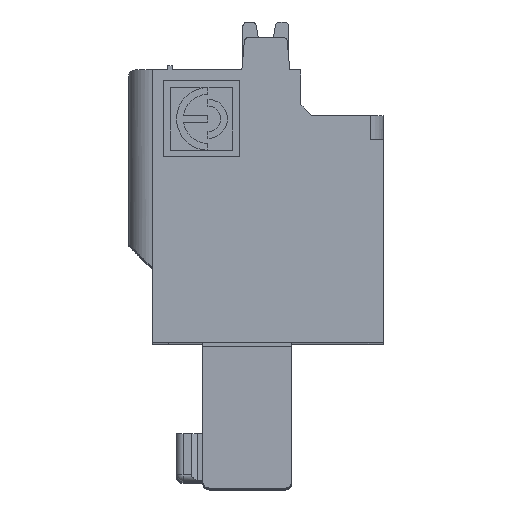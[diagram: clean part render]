
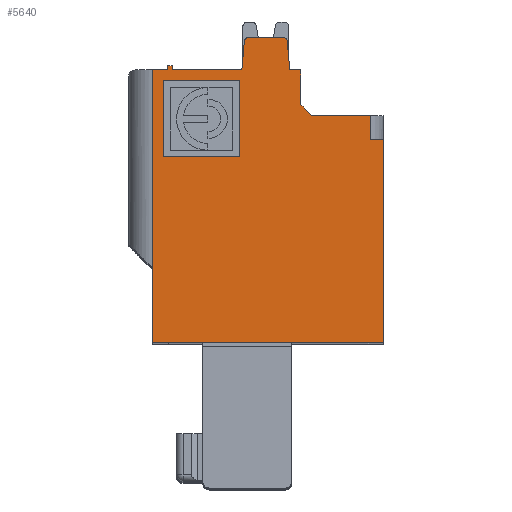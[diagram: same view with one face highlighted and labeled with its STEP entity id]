
A CAD part, top view. The second image highlights one B-rep face of the part: STEP entity #5640.
In plain terms, the highlighted planar face has unit normal (0, 0, 1).
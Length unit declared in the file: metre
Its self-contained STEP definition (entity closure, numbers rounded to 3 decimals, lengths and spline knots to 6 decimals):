
#5640=ADVANCED_FACE('',(#13126,#13127),#13128,.F.);
#8952=EDGE_CURVE('',#18180,#18181,#18182,.T.);
#13126=FACE_BOUND('',#22452,.T.);
#13127=FACE_OUTER_BOUND('',#22453,.T.);
#13128=PLANE('',#22454);
#18131=VERTEX_POINT('',#32749);
#18135=VERTEX_POINT('',#32755);
#18180=VERTEX_POINT('',#32867);
#18181=VERTEX_POINT('',#32868);
#18182=LINE('',#32869,#32870);
#18203=VERTEX_POINT('',#32904);
#18216=VERTEX_POINT('',#32925);
#18497=VERTEX_POINT('',#33520);
#18504=VERTEX_POINT('',#33531);
#18507=VERTEX_POINT('',#33536);
#18511=VERTEX_POINT('',#33542);
#18524=VERTEX_POINT('',#33565);
#18537=VERTEX_POINT('',#33584);
#22452=EDGE_LOOP('',(#44962,#44963,#44964,#44965));
#22453=EDGE_LOOP('',(#44966,#44967,#44968,#44969,#44970,#44971,#44972,#44973,#44974,#44975,#44976,#44977,#44978,#44979,#44980,#44981,#44982,#44983,#44984));
#22454=AXIS2_PLACEMENT_3D('',#44985,#44986,#44987);
#32749=CARTESIAN_POINT('',(0.226185,0.013817,-0.29665));
#32755=CARTESIAN_POINT('',(0.2263,0.0125,-0.29665));
#32867=CARTESIAN_POINT('',(0.2306,0.,-0.29665));
#32868=CARTESIAN_POINT('',(0.22,0.,-0.29665));
#32869=CARTESIAN_POINT('',(0.2306,0.,-0.29665));
#32870=VECTOR('',#48720,1.0);
#32904=CARTESIAN_POINT('',(0.2306,0.0093,-0.29665));
#32925=CARTESIAN_POINT('',(0.23,0.0093,-0.29665));
#33520=CARTESIAN_POINT('',(0.224215,0.013817,-0.29665));
#33531=CARTESIAN_POINT('',(0.2241,0.0125,-0.29665));
#33536=CARTESIAN_POINT('',(0.2209,0.0125,-0.29665));
#33542=CARTESIAN_POINT('',(0.2209,0.0127,-0.29665));
#33565=CARTESIAN_POINT('',(0.2207,0.0125,-0.29665));
#33584=CARTESIAN_POINT('',(0.2207,0.0127,-0.29665));
#44962=ORIENTED_EDGE('',*,*,#52096,.T.);
#44963=ORIENTED_EDGE('',*,*,#52097,.T.);
#44964=ORIENTED_EDGE('',*,*,#52053,.T.);
#44965=ORIENTED_EDGE('',*,*,#52098,.T.);
#44966=ORIENTED_EDGE('',*,*,#52099,.F.);
#44967=ORIENTED_EDGE('',*,*,#8952,.F.);
#44968=ORIENTED_EDGE('',*,*,#52100,.T.);
#44969=ORIENTED_EDGE('',*,*,#52101,.F.);
#44970=ORIENTED_EDGE('',*,*,#52102,.F.);
#44971=ORIENTED_EDGE('',*,*,#52092,.F.);
#44972=ORIENTED_EDGE('',*,*,#52075,.T.);
#44973=ORIENTED_EDGE('',*,*,#52103,.T.);
#44974=ORIENTED_EDGE('',*,*,#52104,.F.);
#44975=ORIENTED_EDGE('',*,*,#52039,.T.);
#44976=ORIENTED_EDGE('',*,*,#52105,.T.);
#44977=ORIENTED_EDGE('',*,*,#52106,.T.);
#44978=ORIENTED_EDGE('',*,*,#52107,.T.);
#44979=ORIENTED_EDGE('',*,*,#52108,.T.);
#44980=ORIENTED_EDGE('',*,*,#52109,.F.);
#44981=ORIENTED_EDGE('',*,*,#52110,.T.);
#44982=ORIENTED_EDGE('',*,*,#52111,.F.);
#44983=ORIENTED_EDGE('',*,*,#52112,.F.);
#44984=ORIENTED_EDGE('',*,*,#52113,.F.);
#44985=CARTESIAN_POINT('',(0.234572,0.033759,-0.29665));
#44986=DIRECTION('',(0.0,0.,-1.0));
#44987=DIRECTION('',(-1.0,0.0,0.0));
#48720=DIRECTION('',(-1.0,0.,0.));
#52039=EDGE_CURVE('',#18135,#18131,#56463,.T.);
#52053=EDGE_CURVE('',#56487,#56488,#56489,.T.);
#52075=EDGE_CURVE('',#56511,#56515,#56517,.T.);
#52092=EDGE_CURVE('',#56511,#56547,#56548,.T.);
#52096=EDGE_CURVE('',#56552,#56553,#56554,.T.);
#52097=EDGE_CURVE('',#56553,#56487,#56555,.T.);
#52098=EDGE_CURVE('',#56488,#56552,#56556,.T.);
#52099=EDGE_CURVE('',#18181,#56557,#56558,.T.);
#52100=EDGE_CURVE('',#18180,#18203,#56559,.T.);
#52101=EDGE_CURVE('',#18216,#18203,#56560,.T.);
#52102=EDGE_CURVE('',#56547,#18216,#56561,.T.);
#52103=EDGE_CURVE('',#56515,#56562,#56563,.T.);
#52104=EDGE_CURVE('',#18135,#56562,#56564,.T.);
#52105=EDGE_CURVE('',#18131,#56565,#56566,.T.);
#52106=EDGE_CURVE('',#56565,#56567,#56568,.T.);
#52107=EDGE_CURVE('',#56567,#18497,#56569,.T.);
#52108=EDGE_CURVE('',#18497,#18504,#56570,.T.);
#52109=EDGE_CURVE('',#18507,#18504,#56571,.T.);
#52110=EDGE_CURVE('',#18507,#18511,#56572,.T.);
#52111=EDGE_CURVE('',#18537,#18511,#56573,.T.);
#52112=EDGE_CURVE('',#18524,#18537,#56574,.T.);
#52113=EDGE_CURVE('',#56557,#18524,#56575,.T.);
#56463=LINE('',#62619,#62620);
#56487=VERTEX_POINT('',#62652);
#56488=VERTEX_POINT('',#62653);
#56489=LINE('',#62654,#62655);
#56511=VERTEX_POINT('',#62688);
#56515=VERTEX_POINT('',#62693);
#56517=LINE('',#62696,#62697);
#56547=VERTEX_POINT('',#62735);
#56548=LINE('',#62736,#62737);
#56552=VERTEX_POINT('',#62742);
#56553=VERTEX_POINT('',#62743);
#56554=LINE('',#62744,#62745);
#56555=LINE('',#62746,#62747);
#56556=LINE('',#62748,#62749);
#56557=VERTEX_POINT('',#62750);
#56558=LINE('',#62751,#62752);
#56559=LINE('',#62753,#62754);
#56560=LINE('',#62755,#62756);
#56561=LINE('',#62757,#62758);
#56562=VERTEX_POINT('',#62759);
#56563=LINE('',#62760,#62761);
#56564=LINE('',#62762,#62763);
#56565=VERTEX_POINT('',#62764);
#56566=CIRCLE('',#62765,0.0002);
#56567=VERTEX_POINT('',#62766);
#56568=LINE('',#62767,#62768);
#56569=CIRCLE('',#62769,0.0002);
#56570=LINE('',#62770,#62771);
#56571=LINE('',#62772,#62773);
#56572=LINE('',#62774,#62775);
#56573=LINE('',#62776,#62777);
#56574=LINE('',#62778,#62779);
#56575=LINE('',#62780,#62781);
#62619=CARTESIAN_POINT('',(0.2263,0.0125,-0.29665));
#62620=VECTOR('',#65922,1.0);
#62652=CARTESIAN_POINT('',(0.2205,0.0085,-0.29665));
#62653=CARTESIAN_POINT('',(0.2205,0.012,-0.29665));
#62654=CARTESIAN_POINT('',(0.2205,0.033759,-0.29665));
#62655=VECTOR('',#65940,1.0);
#62688=CARTESIAN_POINT('',(0.227307,0.0104,-0.29665));
#62693=CARTESIAN_POINT('',(0.226811,0.010896,-0.29665));
#62696=CARTESIAN_POINT('',(0.219267,0.01844,-0.29665));
#62697=VECTOR('',#65960,1.0);
#62735=CARTESIAN_POINT('',(0.23,0.0104,-0.29665));
#62736=CARTESIAN_POINT('',(0.234572,0.0104,-0.29665));
#62737=VECTOR('',#65990,1.0);
#62742=CARTESIAN_POINT('',(0.224,0.012,-0.29665));
#62743=CARTESIAN_POINT('',(0.224,0.0085,-0.29665));
#62744=CARTESIAN_POINT('',(0.224,0.033759,-0.29665));
#62745=VECTOR('',#65995,1.0);
#62746=CARTESIAN_POINT('',(0.234072,0.0085,-0.29665));
#62747=VECTOR('',#65996,1.0);
#62748=CARTESIAN_POINT('',(0.234072,0.012,-0.29665));
#62749=VECTOR('',#65997,1.0);
#62750=CARTESIAN_POINT('',(0.22,0.0125,-0.29665));
#62751=CARTESIAN_POINT('',(0.22,0.0118,-0.29665));
#62752=VECTOR('',#65998,1.0);
#62753=CARTESIAN_POINT('',(0.2306,0.,-0.29665));
#62754=VECTOR('',#65999,1.0);
#62755=CARTESIAN_POINT('',(0.23,0.0093,-0.29665));
#62756=VECTOR('',#66000,1.0);
#62757=CARTESIAN_POINT('',(0.23,0.0125,-0.29665));
#62758=VECTOR('',#66001,1.0);
#62759=CARTESIAN_POINT('',(0.226811,0.0125,-0.29665));
#62760=CARTESIAN_POINT('',(0.226811,0.033759,-0.29665));
#62761=VECTOR('',#66002,1.0);
#62762=CARTESIAN_POINT('',(0.2263,0.0125,-0.29665));
#62763=VECTOR('',#66003,1.0);
#62764=CARTESIAN_POINT('',(0.225985,0.014,-0.29665));
#62765=AXIS2_PLACEMENT_3D('',#66004,#66005,#66006);
#62766=CARTESIAN_POINT('',(0.224414,0.014,-0.29665));
#62767=CARTESIAN_POINT('',(0.224475,0.014,-0.29665));
#62768=VECTOR('',#66007,1.0);
#62769=AXIS2_PLACEMENT_3D('',#66008,#66009,#66010);
#62770=CARTESIAN_POINT('',(0.224215,0.013817,-0.29665));
#62771=VECTOR('',#66011,1.0);
#62772=CARTESIAN_POINT('',(0.2209,0.0125,-0.29665));
#62773=VECTOR('',#66012,1.0);
#62774=CARTESIAN_POINT('',(0.2209,0.0125,-0.29665));
#62775=VECTOR('',#66013,1.0);
#62776=CARTESIAN_POINT('',(0.2207,0.0127,-0.29665));
#62777=VECTOR('',#66014,1.0);
#62778=CARTESIAN_POINT('',(0.2207,0.0125,-0.29665));
#62779=VECTOR('',#66015,1.0);
#62780=CARTESIAN_POINT('',(0.22,0.0125,-0.29665));
#62781=VECTOR('',#66016,1.0);
#65922=DIRECTION('',(-0.087,0.996,0.));
#65940=DIRECTION('',(0.,1.0,0.));
#65960=DIRECTION('',(-0.707,0.707,0.));
#65990=DIRECTION('',(1.0,0.,0.));
#65995=DIRECTION('',(0.,-1.0,0.));
#65996=DIRECTION('',(-1.0,0.,0.));
#65997=DIRECTION('',(1.0,0.,0.));
#65998=DIRECTION('',(0.0,1.0,0.));
#65999=DIRECTION('',(0.0,1.0,0.));
#66000=DIRECTION('',(1.0,0.0,0.0));
#66001=DIRECTION('',(0.0,-1.0,0.));
#66002=DIRECTION('',(0.,1.0,0.));
#66003=DIRECTION('',(1.0,0.0,0.0));
#66004=CARTESIAN_POINT('',(0.225985,0.0138,-0.29665));
#66005=DIRECTION('',(0.,0.,1.0));
#66006=DIRECTION('',(0.996,0.087,0.));
#66007=DIRECTION('',(-1.0,-0.0,0.0));
#66008=CARTESIAN_POINT('',(0.224414,0.0138,-0.29665));
#66009=DIRECTION('',(0.0,0.,1.0));
#66010=DIRECTION('',(0.0,1.0,0.));
#66011=DIRECTION('',(-0.087,-0.996,0.));
#66012=DIRECTION('',(1.0,0.0,0.0));
#66013=DIRECTION('',(0.0,1.0,0.));
#66014=DIRECTION('',(1.0,0.0,0.0));
#66015=DIRECTION('',(0.0,1.0,0.));
#66016=DIRECTION('',(1.0,0.0,0.0));
